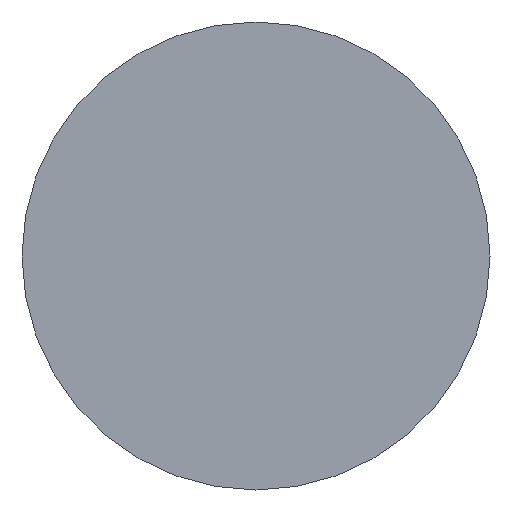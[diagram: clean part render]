
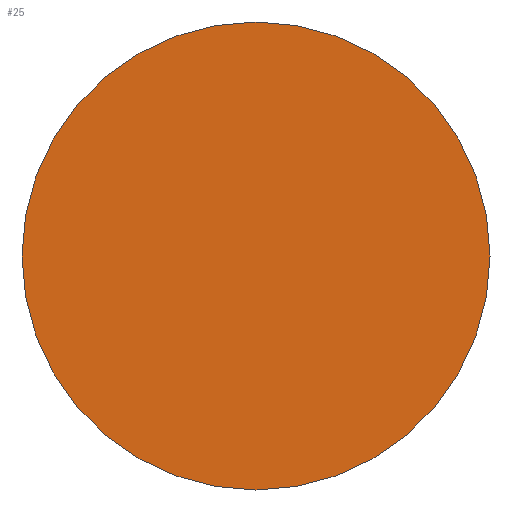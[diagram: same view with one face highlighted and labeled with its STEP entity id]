
A CAD part, left-side view. The second image highlights one B-rep face of the part: STEP entity #25.
In plain terms, the highlighted planar face has unit normal (-1, 0, 0).
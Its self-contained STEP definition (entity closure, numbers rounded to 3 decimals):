
#2 = CARTESIAN_POINT ( 'NONE',  ( 0., 0., 0. ) ) ;
#4 = DIRECTION ( 'NONE',  ( 1., 0., 0. ) ) ;
#16 = DIRECTION ( 'NONE',  ( -1., 0., 0. ) ) ;
#21 = DIRECTION ( 'NONE',  ( 0., 0., 1. ) ) ;
#22 = CIRCLE ( 'NONE', #28, 12.7 ) ;
#25 = ADVANCED_FACE ( 'NONE', ( #61 ), #111, .F. ) ;
#28 = AXIS2_PLACEMENT_3D ( 'NONE', #91, #16, #112 ) ;
#29 = EDGE_LOOP ( 'NONE', ( #161, #78 ) ) ;
#34 = CARTESIAN_POINT ( 'NONE',  ( 0., 12.7, 0. ) ) ;
#36 = DIRECTION ( 'NONE',  ( 0., 0., -1. ) ) ;
#43 = VERTEX_POINT ( 'NONE', #62 ) ;
#48 = CIRCLE ( 'NONE', #118, 12.7 ) ;
#61 = FACE_OUTER_BOUND ( 'NONE', #29, .T. ) ;
#62 = CARTESIAN_POINT ( 'NONE',  ( 0., 0., -12.7 ) ) ;
#63 = AXIS2_PLACEMENT_3D ( 'NONE', #34, #4, #36 ) ;
#65 = VERTEX_POINT ( 'NONE', #162 ) ;
#78 = ORIENTED_EDGE ( 'NONE', *, *, #146, .T. ) ;
#91 = CARTESIAN_POINT ( 'NONE',  ( 0., 0., 0. ) ) ;
#94 = DIRECTION ( 'NONE',  ( -1., 0., 0. ) ) ;
#111 = PLANE ( 'NONE',  #63 ) ;
#112 = DIRECTION ( 'NONE',  ( 0., 0., 1. ) ) ;
#118 = AXIS2_PLACEMENT_3D ( 'NONE', #2, #94, #21 ) ;
#122 = EDGE_CURVE ( 'NONE', #65, #43, #22, .T. ) ;
#146 = EDGE_CURVE ( 'NONE', #43, #65, #48, .T. ) ;
#161 = ORIENTED_EDGE ( 'NONE', *, *, #122, .T. ) ;
#162 = CARTESIAN_POINT ( 'NONE',  ( 0., 0., 12.7 ) ) ;
